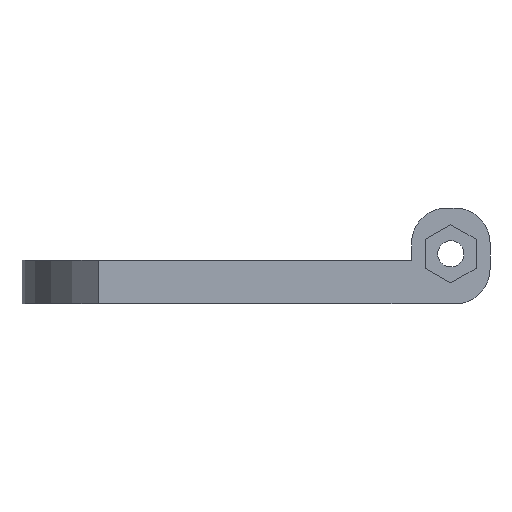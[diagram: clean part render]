
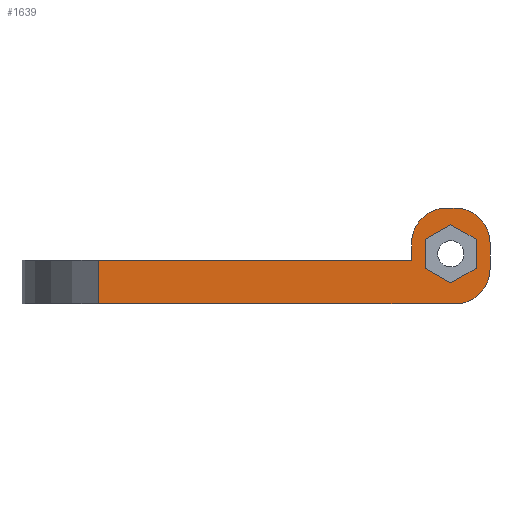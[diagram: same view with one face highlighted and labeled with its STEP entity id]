
A CAD part, left-side view. The second image highlights one B-rep face of the part: STEP entity #1639.
In plain terms, the highlighted planar face has unit normal (-1, 0, 0).
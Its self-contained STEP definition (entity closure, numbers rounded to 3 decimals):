
#40=CARTESIAN_POINT('Vertex',(-19.,-9.5,2.401)) ;
#45=CARTESIAN_POINT('Line Origine',(-19.,-10.95,3.239)) ;
#49=CARTESIAN_POINT('Vertex',(-19.,-12.4,4.076)) ;
#136=CARTESIAN_POINT('Line Origine',(-19.,-12.4,5.75)) ;
#140=CARTESIAN_POINT('Vertex',(-19.,-12.4,7.424)) ;
#164=CARTESIAN_POINT('Vertex',(-19.,-6.6,4.076)) ;
#167=CARTESIAN_POINT('Line Origine',(-19.,-8.05,3.239)) ;
#184=CARTESIAN_POINT('Line Origine',(-19.,-10.95,8.261)) ;
#188=CARTESIAN_POINT('Vertex',(-19.,-9.5,9.099)) ;
#208=CARTESIAN_POINT('Line Origine',(-19.,-8.05,8.261)) ;
#212=CARTESIAN_POINT('Vertex',(-19.,-6.6,7.424)) ;
#232=CARTESIAN_POINT('Line Origine',(-19.,-6.6,5.75)) ;
#703=CARTESIAN_POINT('Vertex',(-19.,31.,5.)) ;
#706=CARTESIAN_POINT('Line Origine',(-19.,13.,5.)) ;
#710=CARTESIAN_POINT('Vertex',(-19.,-5.,5.)) ;
#1017=CARTESIAN_POINT('Vertex',(-19.,31.,0.)) ;
#1020=CARTESIAN_POINT('Line Origine',(-19.,31.,2.5)) ;
#1064=CARTESIAN_POINT('Vertex',(-19.,-10.,0.)) ;
#1067=CARTESIAN_POINT('Line Origine',(-19.,10.5,0.)) ;
#1575=CARTESIAN_POINT('Axis2P3D Location',(-19.,-5.,0.)) ;
#1580=CARTESIAN_POINT('Axis2P3D Location',(-19.,-10.,4.)) ;
#1584=CARTESIAN_POINT('Vertex',(-19.,-14.,4.)) ;
#1587=CARTESIAN_POINT('Line Origine',(-19.,-14.,5.5)) ;
#1591=CARTESIAN_POINT('Vertex',(-19.,-14.,7.)) ;
#1594=CARTESIAN_POINT('Axis2P3D Location',(-19.,-10.,7.)) ;
#1598=CARTESIAN_POINT('Vertex',(-19.,-10.,11.)) ;
#1601=CARTESIAN_POINT('Line Origine',(-19.,-9.5,11.)) ;
#1605=CARTESIAN_POINT('Vertex',(-19.,-9.,11.)) ;
#1608=CARTESIAN_POINT('Axis2P3D Location',(-19.,-9.,7.)) ;
#1612=CARTESIAN_POINT('Vertex',(-19.,-5.,7.)) ;
#1615=CARTESIAN_POINT('Line Origine',(-19.,-5.,6.)) ;
#47=VECTOR('Line Direction',#46,1.) ;
#138=VECTOR('Line Direction',#137,1.) ;
#169=VECTOR('Line Direction',#168,1.) ;
#186=VECTOR('Line Direction',#185,1.) ;
#210=VECTOR('Line Direction',#209,1.) ;
#234=VECTOR('Line Direction',#233,1.) ;
#708=VECTOR('Line Direction',#707,1.) ;
#1022=VECTOR('Line Direction',#1021,1.) ;
#1069=VECTOR('Line Direction',#1068,1.) ;
#1589=VECTOR('Line Direction',#1588,1.) ;
#1603=VECTOR('Line Direction',#1602,1.) ;
#1617=VECTOR('Line Direction',#1616,1.) ;
#46=DIRECTION('Vector Direction',(0.,0.866,-0.5)) ;
#137=DIRECTION('Vector Direction',(0.,0.,-1.)) ;
#168=DIRECTION('Vector Direction',(0.,0.866,0.5)) ;
#185=DIRECTION('Vector Direction',(0.,-0.866,-0.5)) ;
#209=DIRECTION('Vector Direction',(0.,-0.866,0.5)) ;
#233=DIRECTION('Vector Direction',(0.,0.,1.)) ;
#707=DIRECTION('Vector Direction',(0.,1.,0.)) ;
#1021=DIRECTION('Vector Direction',(0.,0.,1.)) ;
#1068=DIRECTION('Vector Direction',(0.,-1.,0.)) ;
#1576=DIRECTION('Axis2P3D Direction',(1.,0.,0.)) ;
#1577=DIRECTION('Axis2P3D XDirection',(0.,1.,0.)) ;
#1581=DIRECTION('Axis2P3D Direction',(1.,0.,0.)) ;
#1588=DIRECTION('Vector Direction',(0.,0.,1.)) ;
#1595=DIRECTION('Axis2P3D Direction',(1.,0.,0.)) ;
#1602=DIRECTION('Vector Direction',(0.,-1.,0.)) ;
#1609=DIRECTION('Axis2P3D Direction',(1.,0.,0.)) ;
#1616=DIRECTION('Vector Direction',(0.,0.,-1.)) ;
#1578=AXIS2_PLACEMENT_3D('Plane Axis2P3D',#1575,#1576,#1577) ;
#1582=AXIS2_PLACEMENT_3D('Circle Axis2P3D',#1580,#1581,$) ;
#1596=AXIS2_PLACEMENT_3D('Circle Axis2P3D',#1594,#1595,$) ;
#1610=AXIS2_PLACEMENT_3D('Circle Axis2P3D',#1608,#1609,$) ;
#48=LINE('Line',#45,#47) ;
#139=LINE('Line',#136,#138) ;
#170=LINE('Line',#167,#169) ;
#187=LINE('Line',#184,#186) ;
#211=LINE('Line',#208,#210) ;
#235=LINE('Line',#232,#234) ;
#709=LINE('Line',#706,#708) ;
#1023=LINE('Line',#1020,#1022) ;
#1070=LINE('Line',#1067,#1069) ;
#1590=LINE('Line',#1587,#1589) ;
#1604=LINE('Line',#1601,#1603) ;
#1618=LINE('Line',#1615,#1617) ;
#1583=CIRCLE('generated circle',#1582,4.) ;
#1597=CIRCLE('generated circle',#1596,4.) ;
#1611=CIRCLE('generated circle',#1610,4.) ;
#1579=PLANE('',#1578) ;
#1638=FACE_BOUND('',#1631,.T.) ;
#51=EDGE_CURVE('',#41,#50,#48,.F.) ;
#142=EDGE_CURVE('',#50,#141,#139,.F.) ;
#171=EDGE_CURVE('',#165,#41,#170,.F.) ;
#190=EDGE_CURVE('',#141,#189,#187,.F.) ;
#214=EDGE_CURVE('',#189,#213,#211,.F.) ;
#236=EDGE_CURVE('',#213,#165,#235,.F.) ;
#712=EDGE_CURVE('',#704,#711,#709,.F.) ;
#1024=EDGE_CURVE('',#1018,#704,#1023,.T.) ;
#1071=EDGE_CURVE('',#1018,#1065,#1070,.T.) ;
#1586=EDGE_CURVE('',#1585,#1065,#1583,.T.) ;
#1593=EDGE_CURVE('',#1585,#1592,#1590,.T.) ;
#1600=EDGE_CURVE('',#1599,#1592,#1597,.T.) ;
#1607=EDGE_CURVE('',#1606,#1599,#1604,.T.) ;
#1614=EDGE_CURVE('',#1613,#1606,#1611,.T.) ;
#1619=EDGE_CURVE('',#1613,#711,#1618,.T.) ;
#1621=ORIENTED_EDGE('',*,*,#1024,.F.) ;
#1622=ORIENTED_EDGE('',*,*,#1071,.T.) ;
#1623=ORIENTED_EDGE('',*,*,#1586,.F.) ;
#1624=ORIENTED_EDGE('',*,*,#1593,.T.) ;
#1625=ORIENTED_EDGE('',*,*,#1600,.F.) ;
#1626=ORIENTED_EDGE('',*,*,#1607,.F.) ;
#1627=ORIENTED_EDGE('',*,*,#1614,.F.) ;
#1628=ORIENTED_EDGE('',*,*,#1619,.T.) ;
#1629=ORIENTED_EDGE('',*,*,#712,.F.) ;
#1632=ORIENTED_EDGE('',*,*,#236,.F.) ;
#1633=ORIENTED_EDGE('',*,*,#214,.F.) ;
#1634=ORIENTED_EDGE('',*,*,#190,.F.) ;
#1635=ORIENTED_EDGE('',*,*,#142,.F.) ;
#1636=ORIENTED_EDGE('',*,*,#51,.F.) ;
#1637=ORIENTED_EDGE('',*,*,#171,.F.) ;
#1620=EDGE_LOOP('',(#1621,#1622,#1623,#1624,#1625,#1626,#1627,#1628,#1629)) ;
#1631=EDGE_LOOP('',(#1632,#1633,#1634,#1635,#1636,#1637)) ;
#41=VERTEX_POINT('',#40) ;
#50=VERTEX_POINT('',#49) ;
#141=VERTEX_POINT('',#140) ;
#165=VERTEX_POINT('',#164) ;
#189=VERTEX_POINT('',#188) ;
#213=VERTEX_POINT('',#212) ;
#704=VERTEX_POINT('',#703) ;
#711=VERTEX_POINT('',#710) ;
#1018=VERTEX_POINT('',#1017) ;
#1065=VERTEX_POINT('',#1064) ;
#1585=VERTEX_POINT('',#1584) ;
#1592=VERTEX_POINT('',#1591) ;
#1599=VERTEX_POINT('',#1598) ;
#1606=VERTEX_POINT('',#1605) ;
#1613=VERTEX_POINT('',#1612) ;
#1639=ADVANCED_FACE('PartBody',(#1630,#1638),#1579,.F.) ;
#1630=FACE_OUTER_BOUND('',#1620,.T.) ;
